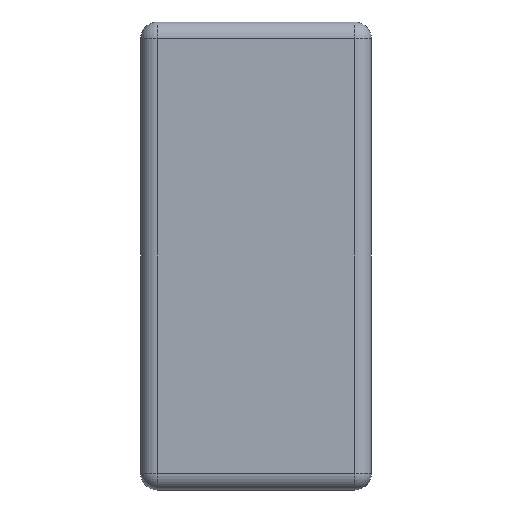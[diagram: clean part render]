
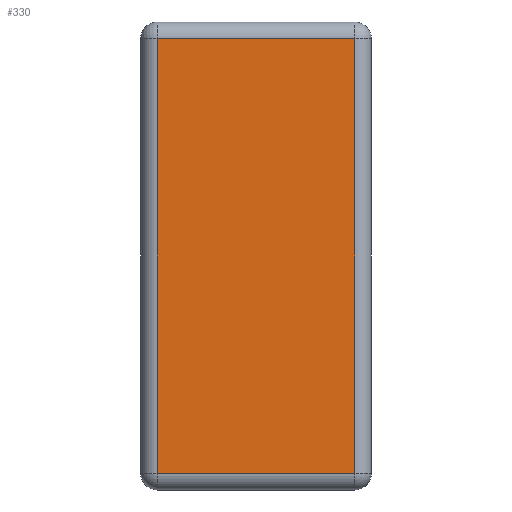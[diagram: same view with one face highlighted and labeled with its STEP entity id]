
A CAD part, front view. The second image highlights one B-rep face of the part: STEP entity #330.
In plain terms, the highlighted planar face has unit normal (0, -1, 0).
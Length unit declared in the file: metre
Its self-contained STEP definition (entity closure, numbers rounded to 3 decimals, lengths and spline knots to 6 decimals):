
#56=ORIENTED_EDGE('',*,*,#152,.T.);
#57=ORIENTED_EDGE('',*,*,#153,.T.);
#58=ORIENTED_EDGE('',*,*,#154,.T.);
#59=ORIENTED_EDGE('',*,*,#155,.T.);
#152=EDGE_CURVE('',#200,#201,#224,.T.);
#153=EDGE_CURVE('',#201,#202,#225,.T.);
#154=EDGE_CURVE('',#202,#203,#226,.F.);
#155=EDGE_CURVE('',#203,#200,#227,.F.);
#200=VERTEX_POINT('',#548);
#201=VERTEX_POINT('',#549);
#202=VERTEX_POINT('',#551);
#203=VERTEX_POINT('',#553);
#224=LINE('',#547,#248);
#225=LINE('',#550,#249);
#226=LINE('',#552,#250);
#227=LINE('',#554,#251);
#248=VECTOR('',#423,1.);
#249=VECTOR('',#424,1.);
#250=VECTOR('',#425,1.);
#251=VECTOR('',#426,1.);
#272=EDGE_LOOP('',(#56,#57,#58,#59));
#298=FACE_BOUND('',#272,.T.);
#324=PLANE('',#369);
#330=ADVANCED_FACE('',(#298),#324,.T.);
#369=AXIS2_PLACEMENT_3D('',#546,#421,#422);
#421=DIRECTION('',(0.,-1.,0.));
#422=DIRECTION('',(1.,0.,0.));
#423=DIRECTION('',(-1.,0.,0.));
#424=DIRECTION('',(0.,0.,-1.));
#425=DIRECTION('',(-1.,0.,0.));
#426=DIRECTION('',(0.,0.,-1.));
#546=CARTESIAN_POINT('',(0.,-0.01375,0.14));
#547=CARTESIAN_POINT('',(0.,-0.01375,0.135));
#548=CARTESIAN_POINT('',(0.0295,-0.01375,0.135));
#549=CARTESIAN_POINT('',(-0.0295,-0.01375,0.135));
#550=CARTESIAN_POINT('',(-0.0295,-0.01375,0.14));
#551=CARTESIAN_POINT('',(-0.0295,-0.01375,0.005));
#552=CARTESIAN_POINT('',(0.0345,-0.01375,0.005));
#553=CARTESIAN_POINT('',(0.0295,-0.01375,0.005));
#554=CARTESIAN_POINT('',(0.0295,-0.01375,0.14));
